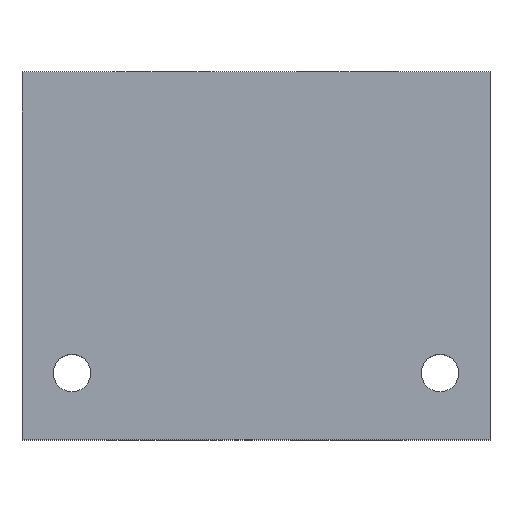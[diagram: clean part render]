
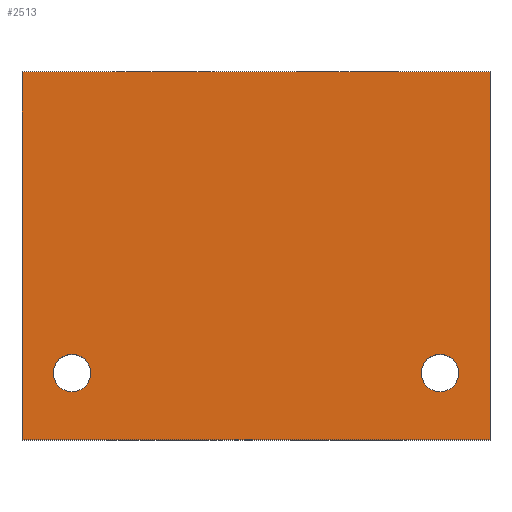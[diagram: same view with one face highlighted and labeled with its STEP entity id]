
A CAD part, top view. The second image highlights one B-rep face of the part: STEP entity #2513.
In plain terms, the highlighted planar face has unit normal (0, 0, 1).
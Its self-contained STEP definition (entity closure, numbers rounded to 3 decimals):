
#69 = AXIS2_PLACEMENT_3D ( 'NONE', #618, #343, #2507 ) ;
#88 = VECTOR ( 'NONE', #1949, 1000. ) ;
#96 = DIRECTION ( 'NONE',  ( 0., 0., 1. ) ) ;
#152 = DIRECTION ( 'NONE',  ( 0., 0., 1. ) ) ;
#165 = AXIS2_PLACEMENT_3D ( 'NONE', #3408, #1539, #3437 ) ;
#169 = ORIENTED_EDGE ( 'NONE', *, *, #1015, .F. ) ;
#214 = AXIS2_PLACEMENT_3D ( 'NONE', #2308, #152, #3120 ) ;
#224 = ORIENTED_EDGE ( 'NONE', *, *, #1643, .F. ) ;
#229 = DIRECTION ( 'NONE',  ( 1., 0., 0. ) ) ;
#343 = DIRECTION ( 'NONE',  ( 0., 0., -1. ) ) ;
#358 = EDGE_CURVE ( 'NONE', #1027, #2317, #486, .T. ) ;
#388 = VERTEX_POINT ( 'NONE', #442 ) ;
#396 = CARTESIAN_POINT ( 'NONE',  ( 38.5, -22.25, 12.7 ) ) ;
#397 = ORIENTED_EDGE ( 'NONE', *, *, #1860, .F. ) ;
#413 = EDGE_CURVE ( 'NONE', #388, #628, #1358, .T. ) ;
#442 = CARTESIAN_POINT ( 'NONE',  ( -44.45, 34.95, 12.7 ) ) ;
#486 = CIRCLE ( 'NONE', #214, 3.55 ) ;
#618 = CARTESIAN_POINT ( 'NONE',  ( -44.45, 34.95, 12.7 ) ) ;
#628 = VERTEX_POINT ( 'NONE', #761 ) ;
#761 = CARTESIAN_POINT ( 'NONE',  ( -44.45, -34.95, 12.7 ) ) ;
#792 = CIRCLE ( 'NONE', #3097, 3.55 ) ;
#916 = AXIS2_PLACEMENT_3D ( 'NONE', #2091, #1794, #229 ) ;
#1003 = ORIENTED_EDGE ( 'NONE', *, *, #3143, .F. ) ;
#1015 = EDGE_CURVE ( 'NONE', #3252, #1130, #2245, .T. ) ;
#1027 = VERTEX_POINT ( 'NONE', #3210 ) ;
#1033 = CARTESIAN_POINT ( 'NONE',  ( -38.5, -22.25, 12.7 ) ) ;
#1048 = EDGE_LOOP ( 'NONE', ( #169, #224 ) ) ;
#1074 = VERTEX_POINT ( 'NONE', #1893 ) ;
#1079 = ORIENTED_EDGE ( 'NONE', *, *, #358, .F. ) ;
#1130 = VERTEX_POINT ( 'NONE', #1371 ) ;
#1163 = CARTESIAN_POINT ( 'NONE',  ( -44.45, -34.95, 12.7 ) ) ;
#1351 = LINE ( 'NONE', #2830, #3218 ) ;
#1358 = LINE ( 'NONE', #2814, #88 ) ;
#1371 = CARTESIAN_POINT ( 'NONE',  ( 31.4, -22.25, 12.7 ) ) ;
#1373 = EDGE_CURVE ( 'NONE', #388, #1074, #1351, .T. ) ;
#1414 = FACE_BOUND ( 'NONE', #1048, .T. ) ;
#1539 = DIRECTION ( 'NONE',  ( 0., 0., 1. ) ) ;
#1643 = EDGE_CURVE ( 'NONE', #1130, #3252, #2590, .T. ) ;
#1644 = PLANE ( 'NONE',  #69 ) ;
#1714 = CARTESIAN_POINT ( 'NONE',  ( -34.95, -22.25, 12.7 ) ) ;
#1721 = VECTOR ( 'NONE', #3367, 1000. ) ;
#1738 = CARTESIAN_POINT ( 'NONE',  ( 44.45, -34.95, 12.7 ) ) ;
#1794 = DIRECTION ( 'NONE',  ( 0., 0., 1. ) ) ;
#1860 = EDGE_CURVE ( 'NONE', #1074, #3112, #2098, .T. ) ;
#1893 = CARTESIAN_POINT ( 'NONE',  ( 44.45, 34.95, 12.7 ) ) ;
#1900 = FACE_OUTER_BOUND ( 'NONE', #2357, .T. ) ;
#1949 = DIRECTION ( 'NONE',  ( 0., -1., 0. ) ) ;
#1984 = DIRECTION ( 'NONE',  ( 1., 0., 0. ) ) ;
#2051 = FACE_BOUND ( 'NONE', #2381, .T. ) ;
#2091 = CARTESIAN_POINT ( 'NONE',  ( 34.95, -22.25, 12.7 ) ) ;
#2098 = LINE ( 'NONE', #2577, #1721 ) ;
#2169 = ORIENTED_EDGE ( 'NONE', *, *, #3365, .T. ) ;
#2214 = DIRECTION ( 'NONE',  ( 1., 0., 0. ) ) ;
#2217 = LINE ( 'NONE', #1163, #3021 ) ;
#2245 = CIRCLE ( 'NONE', #916, 3.55 ) ;
#2308 = CARTESIAN_POINT ( 'NONE',  ( -34.95, -22.25, 12.7 ) ) ;
#2317 = VERTEX_POINT ( 'NONE', #1033 ) ;
#2357 = EDGE_LOOP ( 'NONE', ( #2169, #397, #2591, #3385 ) ) ;
#2381 = EDGE_LOOP ( 'NONE', ( #1079, #1003 ) ) ;
#2507 = DIRECTION ( 'NONE',  ( -1., 0., 0. ) ) ;
#2513 = ADVANCED_FACE ( 'NONE', ( #1414, #2051, #1900 ), #1644, .F. ) ;
#2577 = CARTESIAN_POINT ( 'NONE',  ( 44.45, 34.95, 12.7 ) ) ;
#2590 = CIRCLE ( 'NONE', #165, 3.55 ) ;
#2591 = ORIENTED_EDGE ( 'NONE', *, *, #1373, .F. ) ;
#2814 = CARTESIAN_POINT ( 'NONE',  ( -44.45, 34.95, 12.7 ) ) ;
#2830 = CARTESIAN_POINT ( 'NONE',  ( -44.45, 34.95, 12.7 ) ) ;
#3021 = VECTOR ( 'NONE', #2214, 1000. ) ;
#3097 = AXIS2_PLACEMENT_3D ( 'NONE', #1714, #96, #1984 ) ;
#3099 = DIRECTION ( 'NONE',  ( 1., 0., 0. ) ) ;
#3112 = VERTEX_POINT ( 'NONE', #1738 ) ;
#3120 = DIRECTION ( 'NONE',  ( 1., 0., 0. ) ) ;
#3143 = EDGE_CURVE ( 'NONE', #2317, #1027, #792, .T. ) ;
#3210 = CARTESIAN_POINT ( 'NONE',  ( -31.4, -22.25, 12.7 ) ) ;
#3218 = VECTOR ( 'NONE', #3099, 1000. ) ;
#3252 = VERTEX_POINT ( 'NONE', #396 ) ;
#3365 = EDGE_CURVE ( 'NONE', #628, #3112, #2217, .T. ) ;
#3367 = DIRECTION ( 'NONE',  ( 0., -1., 0. ) ) ;
#3385 = ORIENTED_EDGE ( 'NONE', *, *, #413, .T. ) ;
#3408 = CARTESIAN_POINT ( 'NONE',  ( 34.95, -22.25, 12.7 ) ) ;
#3437 = DIRECTION ( 'NONE',  ( 1., 0., 0. ) ) ;
